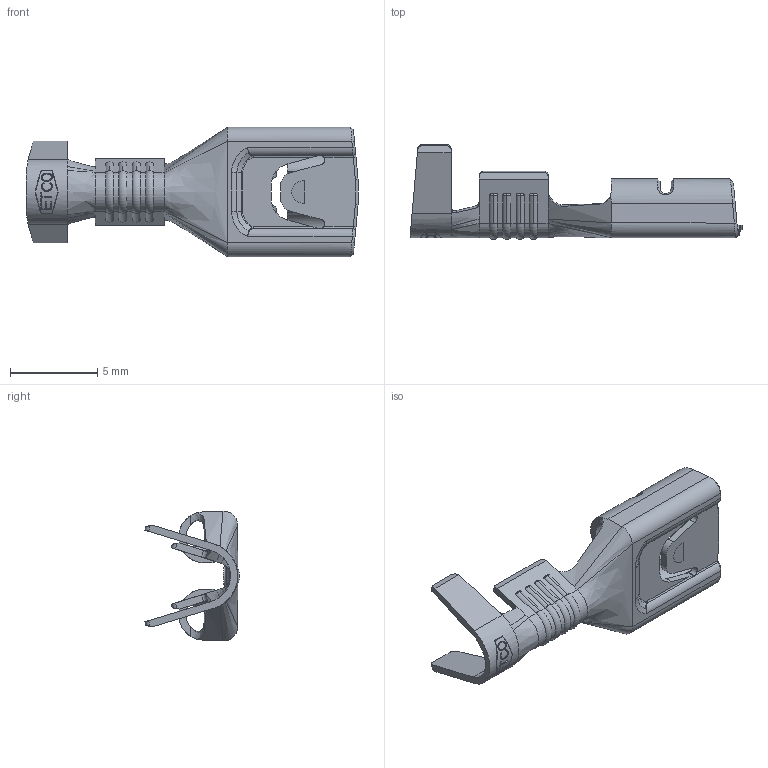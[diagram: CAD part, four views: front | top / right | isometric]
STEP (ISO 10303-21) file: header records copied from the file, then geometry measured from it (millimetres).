
FILE_DESCRIPTION (( 'STEP AP203' ), '1' );
FILE_NAME ('07502.STEP', '2015-01-29T13:10:34', ( '' ), ( '' ), 'SwSTEP 2.0', 'SolidWorks 2014', '' );
FILE_SCHEMA (( 'CONFIG_CONTROL_DESIGN' ));
Length unit declared in the file: inch
Products named in the file (1): 07502
Bounding box: 19.05 x 5.43 x 7.44 mm (x, y, z)
Volume: 87.3 mm3; surface area: 498.4 mm2
Topology: 1 solids, 3 shells, 380 faces, 946 edges, 570 vertices
Faces by surface type: plane 165, bspline 97, cylinder 75, torus 22, cone 17, sphere 4
Entity records: 14349 total; most frequent: CARTESIAN_POINT 6068, ORIENTED_EDGE 1876, DIRECTION 1444, EDGE_CURVE 938, VERTEX_POINT 570, VECTOR 492, LINE 492, AXIS2_PLACEMENT_3D 476
